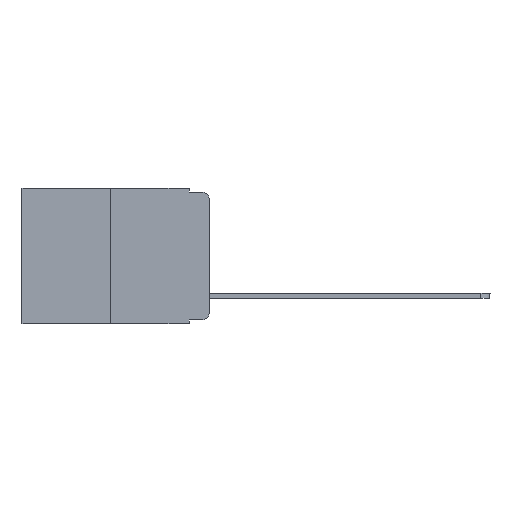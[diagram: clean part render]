
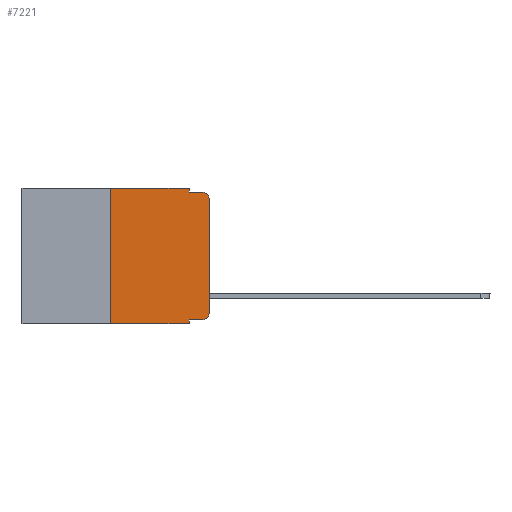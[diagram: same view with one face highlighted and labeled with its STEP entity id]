
A CAD part, left-side view. The second image highlights one B-rep face of the part: STEP entity #7221.
In plain terms, the highlighted planar face has unit normal (-1, 0, 0).
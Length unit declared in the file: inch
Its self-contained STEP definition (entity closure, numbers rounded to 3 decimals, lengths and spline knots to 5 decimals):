
#236 = PLANE ( 'NONE',  #12490 ) ;
#685 = ORIENTED_EDGE ( 'NONE', *, *, #7506, .F. ) ;
#731 = DIRECTION ( 'NONE',  ( 0., 0., -1. ) ) ;
#770 = VERTEX_POINT ( 'NONE', #15949 ) ;
#1005 = VERTEX_POINT ( 'NONE', #1952 ) ;
#1049 = EDGE_CURVE ( 'NONE', #8039, #2731, #12469, .T. ) ;
#1158 = ORIENTED_EDGE ( 'NONE', *, *, #1049, .F. ) ;
#1251 = EDGE_CURVE ( 'NONE', #12866, #8039, #13356, .T. ) ;
#1314 = VERTEX_POINT ( 'NONE', #7496 ) ;
#1749 = CARTESIAN_POINT ( 'NONE',  ( 0., 0.25, 0. ) ) ;
#1952 = CARTESIAN_POINT ( 'NONE',  ( 0., 0.051, -0.01 ) ) ;
#2080 = CARTESIAN_POINT ( 'NONE',  ( 0., 0.051, -0.333 ) ) ;
#2217 = CARTESIAN_POINT ( 'NONE',  ( 0., 0.051, 0. ) ) ;
#2259 = CIRCLE ( 'NONE', #11313, 0.02 ) ;
#2268 = DIRECTION ( 'NONE',  ( 0., -1., 0. ) ) ;
#2555 = FACE_OUTER_BOUND ( 'NONE', #18559, .T. ) ;
#2624 = DIRECTION ( 'NONE',  ( 0., -1., 0. ) ) ;
#2731 = VERTEX_POINT ( 'NONE', #9484 ) ;
#2809 = ORIENTED_EDGE ( 'NONE', *, *, #1251, .F. ) ;
#3160 = DIRECTION ( 'NONE',  ( 0., 0., 1. ) ) ;
#3180 = VERTEX_POINT ( 'NONE', #7123 ) ;
#3311 = VECTOR ( 'NONE', #3160, 39.37008 ) ;
#3378 = ORIENTED_EDGE ( 'NONE', *, *, #6870, .T. ) ;
#3484 = DIRECTION ( 'NONE',  ( 0., -1., 0. ) ) ;
#3583 = EDGE_CURVE ( 'NONE', #8836, #1314, #13026, .T. ) ;
#3677 = VECTOR ( 'NONE', #2624, 39.37008 ) ;
#3736 = EDGE_CURVE ( 'NONE', #1005, #1314, #15294, .T. ) ;
#4301 = VECTOR ( 'NONE', #5321, 39.37008 ) ;
#4711 = VECTOR ( 'NONE', #3484, 39.37008 ) ;
#5321 = DIRECTION ( 'NONE',  ( 0., 0., -1. ) ) ;
#5983 = CARTESIAN_POINT ( 'NONE',  ( 0., 0.25, 0. ) ) ;
#6870 = EDGE_CURVE ( 'NONE', #770, #8836, #17373, .T. ) ;
#7023 = VERTEX_POINT ( 'NONE', #17266 ) ;
#7123 = CARTESIAN_POINT ( 'NONE',  ( 0., 0.051, -0.333 ) ) ;
#7221 = ADVANCED_FACE ( 'NONE', ( #2555 ), #236, .F. ) ;
#7496 = CARTESIAN_POINT ( 'NONE',  ( 0., 0.02, -0.01 ) ) ;
#7506 = EDGE_CURVE ( 'NONE', #3180, #17700, #8501, .T. ) ;
#7785 = CARTESIAN_POINT ( 'NONE',  ( 0., 0.473, 0. ) ) ;
#7949 = AXIS2_PLACEMENT_3D ( 'NONE', #17087, #14233, #18768 ) ;
#8039 = VERTEX_POINT ( 'NONE', #1749 ) ;
#8126 = DIRECTION ( 'NONE',  ( -1., 0., 0. ) ) ;
#8210 = DIRECTION ( 'NONE',  ( 0., -1., 0. ) ) ;
#8402 = EDGE_CURVE ( 'NONE', #7023, #770, #2259, .T. ) ;
#8501 = LINE ( 'NONE', #2217, #16448 ) ;
#8666 = ORIENTED_EDGE ( 'NONE', *, *, #8402, .T. ) ;
#8823 = CARTESIAN_POINT ( 'NONE',  ( 0., 0.051, -0.343 ) ) ;
#8836 = VERTEX_POINT ( 'NONE', #10401 ) ;
#9124 = EDGE_CURVE ( 'NONE', #2731, #1005, #10258, .T. ) ;
#9478 = CARTESIAN_POINT ( 'NONE',  ( 0., 0., 0. ) ) ;
#9484 = CARTESIAN_POINT ( 'NONE',  ( 0., 0.051, 0. ) ) ;
#10258 = LINE ( 'NONE', #12601, #4301 ) ;
#10401 = CARTESIAN_POINT ( 'NONE',  ( 0., 0., -0.03 ) ) ;
#10947 = CARTESIAN_POINT ( 'NONE',  ( 0., 0.473, -0.343 ) ) ;
#11015 = ORIENTED_EDGE ( 'NONE', *, *, #17815, .T. ) ;
#11020 = EDGE_CURVE ( 'NONE', #12866, #17700, #18009, .T. ) ;
#11313 = AXIS2_PLACEMENT_3D ( 'NONE', #13822, #8126, #731 ) ;
#12469 = LINE ( 'NONE', #7785, #4711 ) ;
#12490 = AXIS2_PLACEMENT_3D ( 'NONE', #13456, #13336, #17812 ) ;
#12601 = CARTESIAN_POINT ( 'NONE',  ( 0., 0.051, 0. ) ) ;
#12866 = VERTEX_POINT ( 'NONE', #16063 ) ;
#13026 = CIRCLE ( 'NONE', #7949, 0.02 ) ;
#13336 = DIRECTION ( 'NONE',  ( 1., 0., 0. ) ) ;
#13356 = LINE ( 'NONE', #5983, #3311 ) ;
#13456 = CARTESIAN_POINT ( 'NONE',  ( 0., 0.473, 0. ) ) ;
#13822 = CARTESIAN_POINT ( 'NONE',  ( 0., 0.02, -0.313 ) ) ;
#14082 = ORIENTED_EDGE ( 'NONE', *, *, #11020, .T. ) ;
#14233 = DIRECTION ( 'NONE',  ( -1., 0., 0. ) ) ;
#14251 = ORIENTED_EDGE ( 'NONE', *, *, #3583, .T. ) ;
#15084 = VECTOR ( 'NONE', #8210, 39.37008 ) ;
#15294 = LINE ( 'NONE', #18579, #3677 ) ;
#15423 = ORIENTED_EDGE ( 'NONE', *, *, #3736, .F. ) ;
#15949 = CARTESIAN_POINT ( 'NONE',  ( 0., 0., -0.313 ) ) ;
#15984 = VECTOR ( 'NONE', #16824, 39.37008 ) ;
#16063 = CARTESIAN_POINT ( 'NONE',  ( 0., 0.25, -0.343 ) ) ;
#16448 = VECTOR ( 'NONE', #16935, 39.37008 ) ;
#16514 = LINE ( 'NONE', #2080, #18070 ) ;
#16824 = DIRECTION ( 'NONE',  ( 0., 0., 1. ) ) ;
#16935 = DIRECTION ( 'NONE',  ( 0., 0., -1. ) ) ;
#17087 = CARTESIAN_POINT ( 'NONE',  ( 0., 0.02, -0.03 ) ) ;
#17266 = CARTESIAN_POINT ( 'NONE',  ( 0., 0.02, -0.333 ) ) ;
#17269 = ORIENTED_EDGE ( 'NONE', *, *, #9124, .F. ) ;
#17373 = LINE ( 'NONE', #9478, #15984 ) ;
#17700 = VERTEX_POINT ( 'NONE', #8823 ) ;
#17812 = DIRECTION ( 'NONE',  ( 0., 0., -1. ) ) ;
#17815 = EDGE_CURVE ( 'NONE', #3180, #7023, #16514, .T. ) ;
#18009 = LINE ( 'NONE', #10947, #15084 ) ;
#18070 = VECTOR ( 'NONE', #2268, 39.37008 ) ;
#18559 = EDGE_LOOP ( 'NONE', ( #3378, #14251, #15423, #17269, #1158, #2809, #14082, #685, #11015, #8666 ) ) ;
#18579 = CARTESIAN_POINT ( 'NONE',  ( 0., 0.051, -0.01 ) ) ;
#18768 = DIRECTION ( 'NONE',  ( 0., 0., -1. ) ) ;
